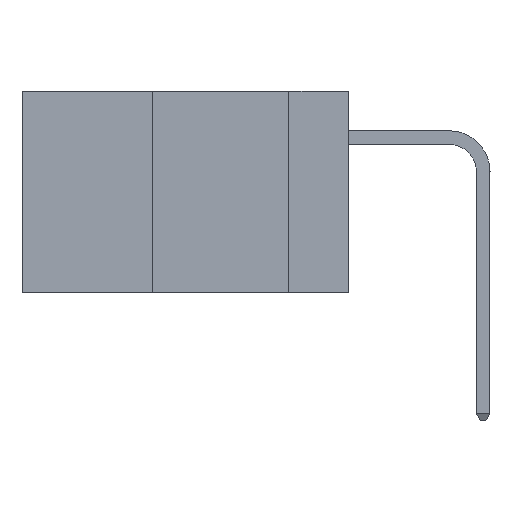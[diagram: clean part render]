
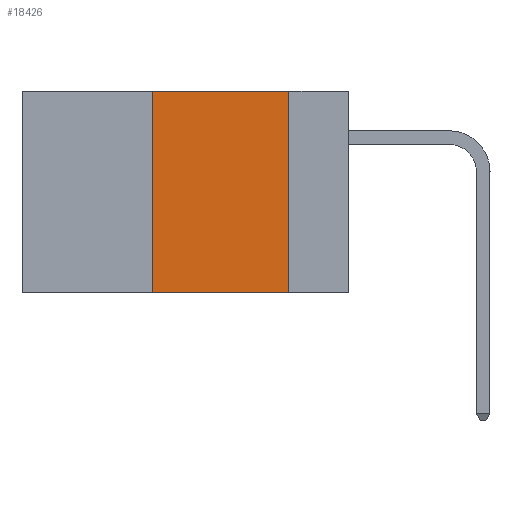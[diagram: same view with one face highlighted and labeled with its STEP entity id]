
A CAD part, left-side view. The second image highlights one B-rep face of the part: STEP entity #18426.
In plain terms, the highlighted planar face has unit normal (-1, 0, 0).
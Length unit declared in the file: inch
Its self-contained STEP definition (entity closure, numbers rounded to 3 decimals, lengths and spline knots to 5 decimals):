
#1104 = CARTESIAN_POINT ( 'NONE',  ( 0., 0.36, 0. ) ) ;
#2482 = LINE ( 'NONE', #18733, #33302 ) ;
#3410 = VERTEX_POINT ( 'NONE', #14658 ) ;
#3627 = EDGE_CURVE ( 'NONE', #9649, #3410, #26853, .T. ) ;
#5310 = ORIENTED_EDGE ( 'NONE', *, *, #6424, .F. ) ;
#5549 = LINE ( 'NONE', #14044, #35349 ) ;
#5720 = ORIENTED_EDGE ( 'NONE', *, *, #3627, .T. ) ;
#5813 = CARTESIAN_POINT ( 'NONE',  ( 0., 0.11, 0. ) ) ;
#6424 = EDGE_CURVE ( 'NONE', #14625, #37552, #2482, .T. ) ;
#7795 = DIRECTION ( 'NONE',  ( 0., 0., 1. ) ) ;
#9649 = VERTEX_POINT ( 'NONE', #9956 ) ;
#9956 = CARTESIAN_POINT ( 'NONE',  ( 0., 0.36, -0.37 ) ) ;
#10553 = PLANE ( 'NONE',  #18368 ) ;
#11168 = ORIENTED_EDGE ( 'NONE', *, *, #15444, .F. ) ;
#14044 = CARTESIAN_POINT ( 'NONE',  ( 0., 0.11, 0. ) ) ;
#14175 = DIRECTION ( 'NONE',  ( 0., 0., -1. ) ) ;
#14625 = VERTEX_POINT ( 'NONE', #1104 ) ;
#14658 = CARTESIAN_POINT ( 'NONE',  ( 0., 0.11, -0.37 ) ) ;
#15444 = EDGE_CURVE ( 'NONE', #9649, #14625, #21139, .T. ) ;
#16435 = DIRECTION ( 'NONE',  ( 0., 0., -1. ) ) ;
#17409 = EDGE_CURVE ( 'NONE', #37552, #3410, #5549, .T. ) ;
#18368 = AXIS2_PLACEMENT_3D ( 'NONE', #30691, #33546, #16435 ) ;
#18426 = ADVANCED_FACE ( 'NONE', ( #29944 ), #10553, .F. ) ;
#18733 = CARTESIAN_POINT ( 'NONE',  ( 0., 0.6, 0. ) ) ;
#19281 = VECTOR ( 'NONE', #21212, 39.37008 ) ;
#19576 = EDGE_LOOP ( 'NONE', ( #20001, #5310, #11168, #5720 ) ) ;
#20001 = ORIENTED_EDGE ( 'NONE', *, *, #17409, .F. ) ;
#21139 = LINE ( 'NONE', #27873, #27828 ) ;
#21212 = DIRECTION ( 'NONE',  ( 0., -1., 0. ) ) ;
#21543 = DIRECTION ( 'NONE',  ( 0., -1., 0. ) ) ;
#26853 = LINE ( 'NONE', #32473, #19281 ) ;
#27828 = VECTOR ( 'NONE', #7795, 39.37008 ) ;
#27873 = CARTESIAN_POINT ( 'NONE',  ( 0., 0.36, 0. ) ) ;
#29944 = FACE_OUTER_BOUND ( 'NONE', #19576, .T. ) ;
#30691 = CARTESIAN_POINT ( 'NONE',  ( 0., 0.6, 0. ) ) ;
#32473 = CARTESIAN_POINT ( 'NONE',  ( 0., 0.6, -0.37 ) ) ;
#33302 = VECTOR ( 'NONE', #21543, 39.37008 ) ;
#33546 = DIRECTION ( 'NONE',  ( 1., 0., 0. ) ) ;
#35349 = VECTOR ( 'NONE', #14175, 39.37008 ) ;
#37552 = VERTEX_POINT ( 'NONE', #5813 ) ;
